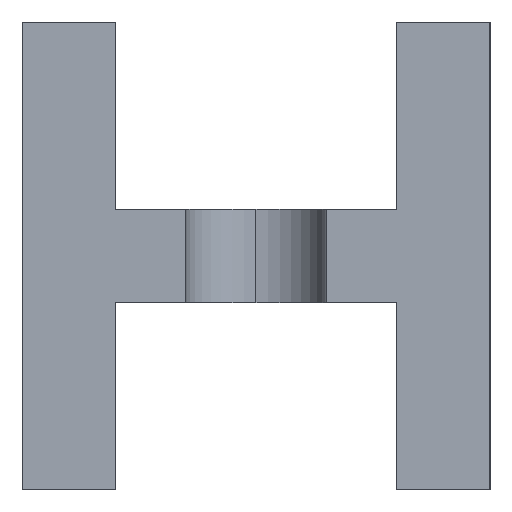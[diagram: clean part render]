
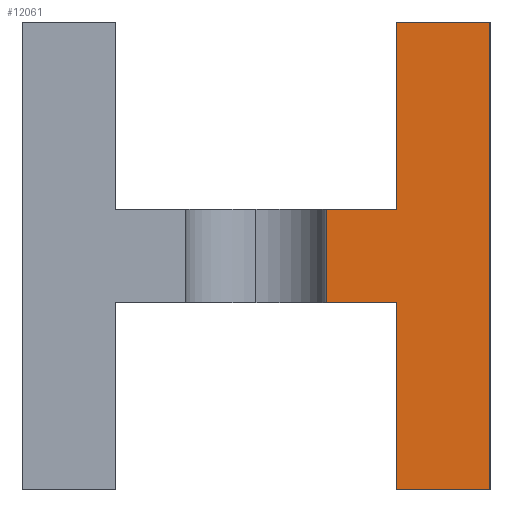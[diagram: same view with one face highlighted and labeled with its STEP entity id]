
A CAD part, left-side view. The second image highlights one B-rep face of the part: STEP entity #12061.
In plain terms, the highlighted planar face has unit normal (-1, 0, 0).
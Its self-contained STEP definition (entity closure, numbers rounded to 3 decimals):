
#95 = VECTOR ( 'NONE', #7567, 1000. ) ;
#142 = CARTESIAN_POINT ( 'NONE',  ( 0., 0., 10. ) ) ;
#267 = CARTESIAN_POINT ( 'NONE',  ( 0., 2., 6. ) ) ;
#300 = CARTESIAN_POINT ( 'NONE',  ( 0., 2., 4. ) ) ;
#432 = VERTEX_POINT ( 'NONE', #5345 ) ;
#560 = LINE ( 'NONE', #12899, #2963 ) ;
#592 = EDGE_CURVE ( 'NONE', #2446, #1802, #8350, .T. ) ;
#611 = DIRECTION ( 'NONE',  ( 0., 0., 1. ) ) ;
#629 = CARTESIAN_POINT ( 'NONE',  ( 0., 3.5, 4. ) ) ;
#649 = VERTEX_POINT ( 'NONE', #8239 ) ;
#1278 = DIRECTION ( 'NONE',  ( 0., 1., 0. ) ) ;
#1357 = DIRECTION ( 'NONE',  ( 0., 0., -1. ) ) ;
#1404 = CARTESIAN_POINT ( 'NONE',  ( 0., 0., 0. ) ) ;
#1802 = VERTEX_POINT ( 'NONE', #9141 ) ;
#1974 = EDGE_CURVE ( 'NONE', #1802, #432, #5809, .T. ) ;
#2076 = DIRECTION ( 'NONE',  ( 0., -1., 0. ) ) ;
#2132 = LINE ( 'NONE', #629, #4216 ) ;
#2271 = ORIENTED_EDGE ( 'NONE', *, *, #3096, .F. ) ;
#2405 = EDGE_CURVE ( 'NONE', #7418, #7743, #11906, .T. ) ;
#2446 = VERTEX_POINT ( 'NONE', #267 ) ;
#2609 = LINE ( 'NONE', #300, #11041 ) ;
#2963 = VECTOR ( 'NONE', #12873, 1000. ) ;
#3096 = EDGE_CURVE ( 'NONE', #7743, #649, #2132, .T. ) ;
#4031 = ORIENTED_EDGE ( 'NONE', *, *, #1974, .F. ) ;
#4216 = VECTOR ( 'NONE', #11895, 1000. ) ;
#4353 = ORIENTED_EDGE ( 'NONE', *, *, #5412, .F. ) ;
#4464 = VERTEX_POINT ( 'NONE', #8789 ) ;
#4679 = ORIENTED_EDGE ( 'NONE', *, *, #11892, .F. ) ;
#5345 = CARTESIAN_POINT ( 'NONE',  ( 0., 0., 10. ) ) ;
#5412 = EDGE_CURVE ( 'NONE', #432, #4464, #9641, .T. ) ;
#5495 = FACE_OUTER_BOUND ( 'NONE', #10148, .T. ) ;
#5809 = LINE ( 'NONE', #142, #11186 ) ;
#6446 = ORIENTED_EDGE ( 'NONE', *, *, #9248, .F. ) ;
#6732 = VECTOR ( 'NONE', #1357, 1000. ) ;
#7006 = CARTESIAN_POINT ( 'NONE',  ( 0., 8., 4. ) ) ;
#7418 = VERTEX_POINT ( 'NONE', #13573 ) ;
#7455 = ORIENTED_EDGE ( 'NONE', *, *, #2405, .F. ) ;
#7551 = CARTESIAN_POINT ( 'NONE',  ( 0., 2., 10. ) ) ;
#7552 = DIRECTION ( 'NONE',  ( 0., -1., 0. ) ) ;
#7567 = DIRECTION ( 'NONE',  ( 0., 0., 1. ) ) ;
#7696 = VERTEX_POINT ( 'NONE', #8971 ) ;
#7743 = VERTEX_POINT ( 'NONE', #8233 ) ;
#7841 = CARTESIAN_POINT ( 'NONE',  ( 0., 2., 6. ) ) ;
#8233 = CARTESIAN_POINT ( 'NONE',  ( 0., 3.5, 4. ) ) ;
#8239 = CARTESIAN_POINT ( 'NONE',  ( 0., 3.5, 6. ) ) ;
#8350 = LINE ( 'NONE', #7551, #95 ) ;
#8789 = CARTESIAN_POINT ( 'NONE',  ( 0., 0., 0. ) ) ;
#8971 = CARTESIAN_POINT ( 'NONE',  ( 0., 2., 0. ) ) ;
#9019 = VECTOR ( 'NONE', #1278, 1000. ) ;
#9141 = CARTESIAN_POINT ( 'NONE',  ( 0., 2., 10. ) ) ;
#9248 = EDGE_CURVE ( 'NONE', #649, #2446, #13148, .T. ) ;
#9641 = LINE ( 'NONE', #1404, #6732 ) ;
#10148 = EDGE_LOOP ( 'NONE', ( #2271, #7455, #4679, #12889, #4353, #4031, #12186, #6446 ) ) ;
#10691 = DIRECTION ( 'NONE',  ( 0., 0., 1. ) ) ;
#10743 = DIRECTION ( 'NONE',  ( -1., 0., 0. ) ) ;
#10792 = PLANE ( 'NONE',  #12126 ) ;
#11012 = CARTESIAN_POINT ( 'NONE',  ( 0., 0., 0. ) ) ;
#11041 = VECTOR ( 'NONE', #611, 1000. ) ;
#11152 = EDGE_CURVE ( 'NONE', #4464, #7696, #560, .T. ) ;
#11186 = VECTOR ( 'NONE', #2076, 1000. ) ;
#11892 = EDGE_CURVE ( 'NONE', #7696, #7418, #2609, .T. ) ;
#11895 = DIRECTION ( 'NONE',  ( 0., 0., 1. ) ) ;
#11906 = LINE ( 'NONE', #7006, #9019 ) ;
#12061 = ADVANCED_FACE ( 'NONE', ( #5495 ), #10792, .T. ) ;
#12126 = AXIS2_PLACEMENT_3D ( 'NONE', #11012, #10743, #10691 ) ;
#12186 = ORIENTED_EDGE ( 'NONE', *, *, #592, .F. ) ;
#12830 = VECTOR ( 'NONE', #7552, 1000. ) ;
#12873 = DIRECTION ( 'NONE',  ( 0., 1., 0. ) ) ;
#12889 = ORIENTED_EDGE ( 'NONE', *, *, #11152, .F. ) ;
#12899 = CARTESIAN_POINT ( 'NONE',  ( 0., 2., 0. ) ) ;
#13148 = LINE ( 'NONE', #7841, #12830 ) ;
#13573 = CARTESIAN_POINT ( 'NONE',  ( 0., 2., 4. ) ) ;
